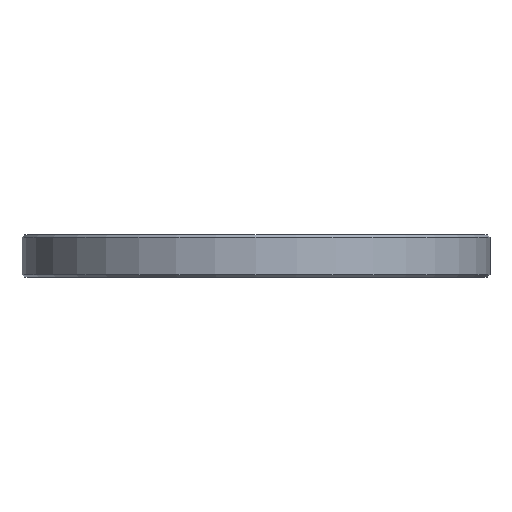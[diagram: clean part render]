
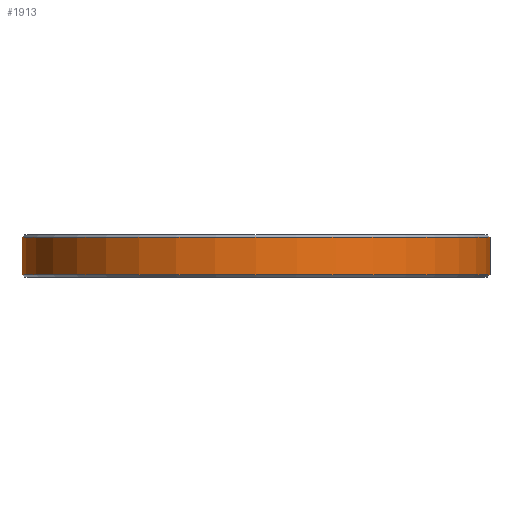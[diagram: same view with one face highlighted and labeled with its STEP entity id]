
A CAD part, front view. The second image highlights one B-rep face of the part: STEP entity #1913.
In plain terms, the highlighted cylindrical face has radius 44 mm (diameter 88 mm), a full revolution.
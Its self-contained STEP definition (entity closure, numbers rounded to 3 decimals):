
#116=CIRCLE('',#2094,44.);
#117=CIRCLE('',#2095,44.);
#194=CYLINDRICAL_SURFACE('',#2093,44.);
#379=ORIENTED_EDGE('',*,*,#928,.T.);
#380=ORIENTED_EDGE('',*,*,#929,.T.);
#928=EDGE_CURVE('',#1191,#1191,#116,.T.);
#929=EDGE_CURVE('',#1192,#1192,#117,.T.);
#1191=VERTEX_POINT('',#3161);
#1192=VERTEX_POINT('',#3163);
#1616=EDGE_LOOP('',(#379));
#1617=EDGE_LOOP('',(#380));
#1744=FACE_BOUND('',#1616,.T.);
#1745=FACE_BOUND('',#1617,.T.);
#1913=ADVANCED_FACE('',(#1744,#1745),#194,.T.);
#2093=AXIS2_PLACEMENT_3D('',#3159,#2487,#2488);
#2094=AXIS2_PLACEMENT_3D('',#3160,#2489,#2490);
#2095=AXIS2_PLACEMENT_3D('',#3162,#2491,#2492);
#2487=DIRECTION('',(0.,0.,1.));
#2488=DIRECTION('',(0.,-1.,0.));
#2489=DIRECTION('',(0.,0.,-1.));
#2490=DIRECTION('',(0.,1.,0.));
#2491=DIRECTION('',(0.,0.,1.));
#2492=DIRECTION('',(0.,-1.,0.));
#3159=CARTESIAN_POINT('',(0.,0.,0.));
#3160=CARTESIAN_POINT('',(0.,0.,7.5));
#3161=CARTESIAN_POINT('',(0.,44.,7.5));
#3162=CARTESIAN_POINT('',(0.,0.,0.5));
#3163=CARTESIAN_POINT('',(0.,-44.,0.5));
